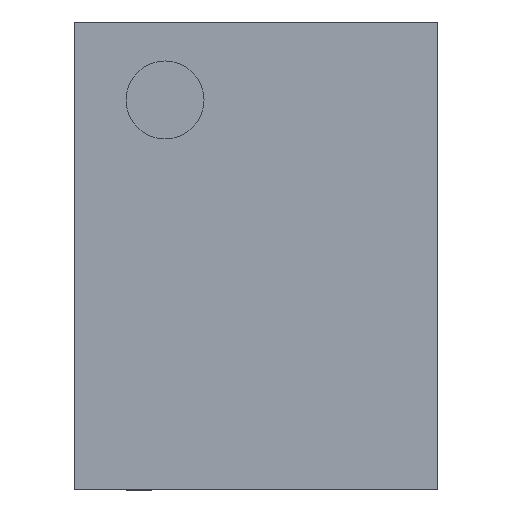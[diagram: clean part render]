
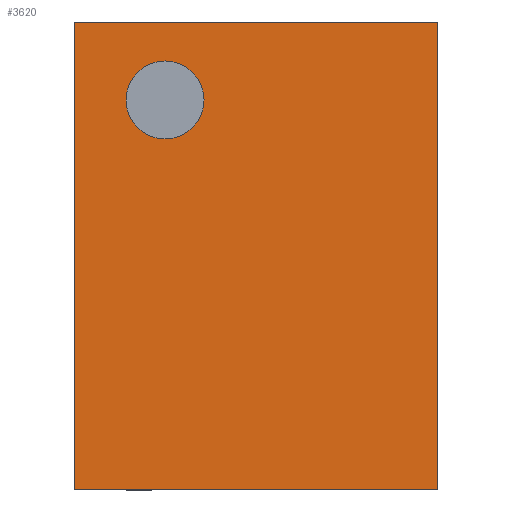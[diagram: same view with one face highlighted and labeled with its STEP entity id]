
A CAD part, top view. The second image highlights one B-rep face of the part: STEP entity #3620.
In plain terms, the highlighted planar face has unit normal (0, 0, 1).
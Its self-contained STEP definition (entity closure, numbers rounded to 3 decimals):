
#109 = FACE_BOUND ( 'NONE', #5011, .T. ) ;
#126 = FACE_OUTER_BOUND ( 'NONE', #5420, .T. ) ;
#235 = VECTOR ( 'NONE', #1592, 1000. ) ;
#246 = LINE ( 'NONE', #1643, #235 ) ;
#365 = VERTEX_POINT ( 'NONE', #3969 ) ;
#454 = VERTEX_POINT ( 'NONE', #6166 ) ;
#468 = DIRECTION ( 'NONE',  ( 0., 0., 1. ) ) ;
#477 = CARTESIAN_POINT ( 'NONE',  ( -0.35, 0.6, 0.5 ) ) ;
#543 = ORIENTED_EDGE ( 'NONE', *, *, #2757, .F. ) ;
#546 = VERTEX_POINT ( 'NONE', #5210 ) ;
#808 = LINE ( 'NONE', #2700, #905 ) ;
#902 = EDGE_CURVE ( 'NONE', #3642, #2455, #2129, .T. ) ;
#905 = VECTOR ( 'NONE', #2808, 1000. ) ;
#1142 = EDGE_CURVE ( 'NONE', #2455, #3185, #246, .T. ) ;
#1409 = CARTESIAN_POINT ( 'NONE',  ( -0.7, -0.9, 0.5 ) ) ;
#1592 = DIRECTION ( 'NONE',  ( 0., -1., 0. ) ) ;
#1643 = CARTESIAN_POINT ( 'NONE',  ( -0.7, -0.9, 0.5 ) ) ;
#1687 = VECTOR ( 'NONE', #3383, 1000. ) ;
#1714 = ORIENTED_EDGE ( 'NONE', *, *, #1142, .T. ) ;
#1961 = DIRECTION ( 'NONE',  ( 0., 0., 1. ) ) ;
#2012 = CARTESIAN_POINT ( 'NONE',  ( -0.35, 0.6, 0.5 ) ) ;
#2129 = LINE ( 'NONE', #3354, #1687 ) ;
#2154 = DIRECTION ( 'NONE',  ( 1., 0., 0. ) ) ;
#2232 = CARTESIAN_POINT ( 'NONE',  ( -0.7, 0.9, 0.5 ) ) ;
#2289 = EDGE_CURVE ( 'NONE', #3185, #454, #4044, .T. ) ;
#2455 = VERTEX_POINT ( 'NONE', #2232 ) ;
#2700 = CARTESIAN_POINT ( 'NONE',  ( 0.7, 0.9, 0.5 ) ) ;
#2757 = EDGE_CURVE ( 'NONE', #546, #365, #5491, .T. ) ;
#2808 = DIRECTION ( 'NONE',  ( 0., 1., 0. ) ) ;
#2831 = ORIENTED_EDGE ( 'NONE', *, *, #4919, .F. ) ;
#2968 = VECTOR ( 'NONE', #3440, 1000. ) ;
#3185 = VERTEX_POINT ( 'NONE', #1409 ) ;
#3254 = PLANE ( 'NONE',  #5262 ) ;
#3304 = CARTESIAN_POINT ( 'NONE',  ( 0., 0., 0.5 ) ) ;
#3308 = DIRECTION ( 'NONE',  ( -1., 0., 0. ) ) ;
#3317 = DIRECTION ( 'NONE',  ( 0., 0., -1. ) ) ;
#3354 = CARTESIAN_POINT ( 'NONE',  ( -0.7, 0.9, 0.5 ) ) ;
#3377 = CARTESIAN_POINT ( 'NONE',  ( 0.7, 0.9, 0.5 ) ) ;
#3383 = DIRECTION ( 'NONE',  ( -1., 0., 0. ) ) ;
#3440 = DIRECTION ( 'NONE',  ( 1., 0., 0. ) ) ;
#3477 = CARTESIAN_POINT ( 'NONE',  ( 0.7, -0.9, 0.5 ) ) ;
#3479 = EDGE_CURVE ( 'NONE', #454, #3642, #808, .T. ) ;
#3606 = ORIENTED_EDGE ( 'NONE', *, *, #3479, .T. ) ;
#3620 = ADVANCED_FACE ( 'NONE', ( #109, #126 ), #3254, .F. ) ;
#3642 = VERTEX_POINT ( 'NONE', #3377 ) ;
#3947 = CIRCLE ( 'NONE', #4124, 0.15 ) ;
#3969 = CARTESIAN_POINT ( 'NONE',  ( -0.5, 0.6, 0.5 ) ) ;
#4044 = LINE ( 'NONE', #3477, #2968 ) ;
#4124 = AXIS2_PLACEMENT_3D ( 'NONE', #2012, #1961, #2154 ) ;
#4198 = ORIENTED_EDGE ( 'NONE', *, *, #902, .T. ) ;
#4218 = DIRECTION ( 'NONE',  ( 1., 0., 0. ) ) ;
#4844 = ORIENTED_EDGE ( 'NONE', *, *, #2289, .T. ) ;
#4919 = EDGE_CURVE ( 'NONE', #365, #546, #3947, .T. ) ;
#5011 = EDGE_LOOP ( 'NONE', ( #543, #2831 ) ) ;
#5210 = CARTESIAN_POINT ( 'NONE',  ( -0.2, 0.6, 0.5 ) ) ;
#5262 = AXIS2_PLACEMENT_3D ( 'NONE', #3304, #3317, #3308 ) ;
#5420 = EDGE_LOOP ( 'NONE', ( #3606, #4198, #1714, #4844 ) ) ;
#5491 = CIRCLE ( 'NONE', #5894, 0.15 ) ;
#5894 = AXIS2_PLACEMENT_3D ( 'NONE', #477, #468, #4218 ) ;
#6166 = CARTESIAN_POINT ( 'NONE',  ( 0.7, -0.9, 0.5 ) ) ;
